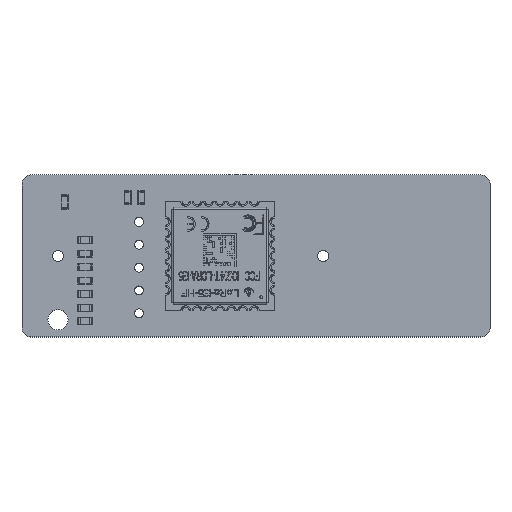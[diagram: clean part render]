
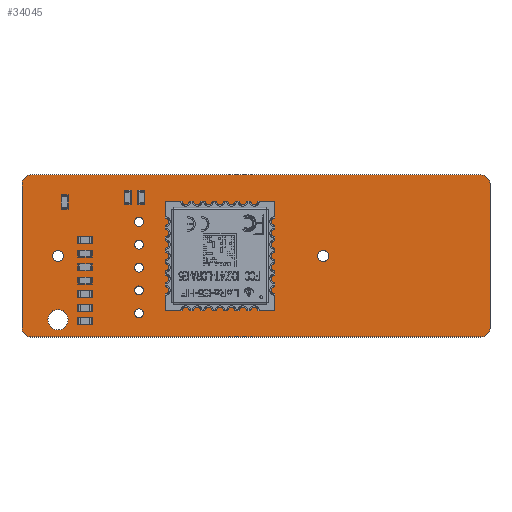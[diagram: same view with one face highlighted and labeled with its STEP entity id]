
A CAD part, top view. The second image highlights one B-rep face of the part: STEP entity #34045.
In plain terms, the highlighted planar face has unit normal (0, 0, 1).
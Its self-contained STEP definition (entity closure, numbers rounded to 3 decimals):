
#33808 = VERTEX_POINT('',#33809);
#33809 = CARTESIAN_POINT('',(51.,18.,1.6));
#33815 = EDGE_CURVE('',#33808,#33816,#33818,.T.);
#33816 = VERTEX_POINT('',#33817);
#33817 = CARTESIAN_POINT('',(52.,17.,1.6));
#33818 = CIRCLE('',#33819,1.);
#33819 = AXIS2_PLACEMENT_3D('',#33820,#33821,#33822);
#33820 = CARTESIAN_POINT('',(51.,17.,1.6));
#33821 = DIRECTION('',(0.,0.,-1.));
#33822 = DIRECTION('',(0.,1.,0.));
#33850 = VERTEX_POINT('',#33851);
#33851 = CARTESIAN_POINT('',(1.,18.,1.6));
#33857 = EDGE_CURVE('',#33850,#33808,#33858,.T.);
#33858 = LINE('',#33859,#33860);
#33859 = CARTESIAN_POINT('',(1.,18.,1.6));
#33860 = VECTOR('',#33861,1.);
#33861 = DIRECTION('',(1.,0.,0.));
#33879 = EDGE_CURVE('',#33816,#33880,#33882,.T.);
#33880 = VERTEX_POINT('',#33881);
#33881 = CARTESIAN_POINT('',(52.,1.,1.6));
#33882 = LINE('',#33883,#33884);
#33883 = CARTESIAN_POINT('',(52.,17.,1.6));
#33884 = VECTOR('',#33885,1.);
#33885 = DIRECTION('',(0.,-1.,0.));
#34045 = ADVANCED_FACE('',(#34046,#34092,#34103,#34114,#34125,#34136,
    #34147,#34158,#34169),#34180,.T.);
#34046 = FACE_BOUND('',#34047,.T.);
#34047 = EDGE_LOOP('',(#34048,#34049,#34050,#34059,#34067,#34076,#34084,
    #34091));
#34048 = ORIENTED_EDGE('',*,*,#33815,.F.);
#34049 = ORIENTED_EDGE('',*,*,#33857,.F.);
#34050 = ORIENTED_EDGE('',*,*,#34051,.F.);
#34051 = EDGE_CURVE('',#34052,#33850,#34054,.T.);
#34052 = VERTEX_POINT('',#34053);
#34053 = CARTESIAN_POINT('',(0.,17.,1.6));
#34054 = CIRCLE('',#34055,1.);
#34055 = AXIS2_PLACEMENT_3D('',#34056,#34057,#34058);
#34056 = CARTESIAN_POINT('',(1.,17.,1.6));
#34057 = DIRECTION('',(0.,0.,-1.));
#34058 = DIRECTION('',(-1.,0.,-0.));
#34059 = ORIENTED_EDGE('',*,*,#34060,.F.);
#34060 = EDGE_CURVE('',#34061,#34052,#34063,.T.);
#34061 = VERTEX_POINT('',#34062);
#34062 = CARTESIAN_POINT('',(0.,1.,1.6));
#34063 = LINE('',#34064,#34065);
#34064 = CARTESIAN_POINT('',(0.,1.,1.6));
#34065 = VECTOR('',#34066,1.);
#34066 = DIRECTION('',(0.,1.,0.));
#34067 = ORIENTED_EDGE('',*,*,#34068,.F.);
#34068 = EDGE_CURVE('',#34069,#34061,#34071,.T.);
#34069 = VERTEX_POINT('',#34070);
#34070 = CARTESIAN_POINT('',(1.,0.,1.6));
#34071 = CIRCLE('',#34072,1.);
#34072 = AXIS2_PLACEMENT_3D('',#34073,#34074,#34075);
#34073 = CARTESIAN_POINT('',(1.,1.,1.6));
#34074 = DIRECTION('',(0.,0.,-1.));
#34075 = DIRECTION('',(0.,-1.,0.));
#34076 = ORIENTED_EDGE('',*,*,#34077,.F.);
#34077 = EDGE_CURVE('',#34078,#34069,#34080,.T.);
#34078 = VERTEX_POINT('',#34079);
#34079 = CARTESIAN_POINT('',(51.,0.,1.6));
#34080 = LINE('',#34081,#34082);
#34081 = CARTESIAN_POINT('',(51.,0.,1.6));
#34082 = VECTOR('',#34083,1.);
#34083 = DIRECTION('',(-1.,0.,0.));
#34084 = ORIENTED_EDGE('',*,*,#34085,.F.);
#34085 = EDGE_CURVE('',#33880,#34078,#34086,.T.);
#34086 = CIRCLE('',#34087,1.);
#34087 = AXIS2_PLACEMENT_3D('',#34088,#34089,#34090);
#34088 = CARTESIAN_POINT('',(51.,1.,1.6));
#34089 = DIRECTION('',(0.,0.,-1.));
#34090 = DIRECTION('',(1.,0.,0.));
#34091 = ORIENTED_EDGE('',*,*,#33879,.F.);
#34092 = FACE_BOUND('',#34093,.T.);
#34093 = EDGE_LOOP('',(#34094));
#34094 = ORIENTED_EDGE('',*,*,#34095,.T.);
#34095 = EDGE_CURVE('',#34096,#34096,#34098,.T.);
#34096 = VERTEX_POINT('',#34097);
#34097 = CARTESIAN_POINT('',(4.,0.788,1.6));
#34098 = CIRCLE('',#34099,1.125);
#34099 = AXIS2_PLACEMENT_3D('',#34100,#34101,#34102);
#34100 = CARTESIAN_POINT('',(4.,1.913,1.6));
#34101 = DIRECTION('',(-0.,0.,-1.));
#34102 = DIRECTION('',(-0.,-1.,0.));
#34103 = FACE_BOUND('',#34104,.T.);
#34104 = EDGE_LOOP('',(#34105));
#34105 = ORIENTED_EDGE('',*,*,#34106,.T.);
#34106 = EDGE_CURVE('',#34107,#34107,#34109,.T.);
#34107 = VERTEX_POINT('',#34108);
#34108 = CARTESIAN_POINT('',(13.,2.13,1.6));
#34109 = CIRCLE('',#34110,0.5);
#34110 = AXIS2_PLACEMENT_3D('',#34111,#34112,#34113);
#34111 = CARTESIAN_POINT('',(13.,2.63,1.6));
#34112 = DIRECTION('',(-0.,0.,-1.));
#34113 = DIRECTION('',(-0.,-1.,0.));
#34114 = FACE_BOUND('',#34115,.T.);
#34115 = EDGE_LOOP('',(#34116));
#34116 = ORIENTED_EDGE('',*,*,#34117,.T.);
#34117 = EDGE_CURVE('',#34118,#34118,#34120,.T.);
#34118 = VERTEX_POINT('',#34119);
#34119 = CARTESIAN_POINT('',(13.,4.67,1.6));
#34120 = CIRCLE('',#34121,0.5);
#34121 = AXIS2_PLACEMENT_3D('',#34122,#34123,#34124);
#34122 = CARTESIAN_POINT('',(13.,5.17,1.6));
#34123 = DIRECTION('',(-0.,0.,-1.));
#34124 = DIRECTION('',(-0.,-1.,0.));
#34125 = FACE_BOUND('',#34126,.T.);
#34126 = EDGE_LOOP('',(#34127));
#34127 = ORIENTED_EDGE('',*,*,#34128,.T.);
#34128 = EDGE_CURVE('',#34129,#34129,#34131,.T.);
#34129 = VERTEX_POINT('',#34130);
#34130 = CARTESIAN_POINT('',(4.,8.375,1.6));
#34131 = CIRCLE('',#34132,0.625);
#34132 = AXIS2_PLACEMENT_3D('',#34133,#34134,#34135);
#34133 = CARTESIAN_POINT('',(4.,9.,1.6));
#34134 = DIRECTION('',(-0.,0.,-1.));
#34135 = DIRECTION('',(-0.,-1.,0.));
#34136 = FACE_BOUND('',#34137,.T.);
#34137 = EDGE_LOOP('',(#34138));
#34138 = ORIENTED_EDGE('',*,*,#34139,.T.);
#34139 = EDGE_CURVE('',#34140,#34140,#34142,.T.);
#34140 = VERTEX_POINT('',#34141);
#34141 = CARTESIAN_POINT('',(13.,7.21,1.6));
#34142 = CIRCLE('',#34143,0.5);
#34143 = AXIS2_PLACEMENT_3D('',#34144,#34145,#34146);
#34144 = CARTESIAN_POINT('',(13.,7.71,1.6));
#34145 = DIRECTION('',(-0.,0.,-1.));
#34146 = DIRECTION('',(-0.,-1.,0.));
#34147 = FACE_BOUND('',#34148,.T.);
#34148 = EDGE_LOOP('',(#34149));
#34149 = ORIENTED_EDGE('',*,*,#34150,.T.);
#34150 = EDGE_CURVE('',#34151,#34151,#34153,.T.);
#34151 = VERTEX_POINT('',#34152);
#34152 = CARTESIAN_POINT('',(13.,9.75,1.6));
#34153 = CIRCLE('',#34154,0.5);
#34154 = AXIS2_PLACEMENT_3D('',#34155,#34156,#34157);
#34155 = CARTESIAN_POINT('',(13.,10.25,1.6));
#34156 = DIRECTION('',(-0.,0.,-1.));
#34157 = DIRECTION('',(-0.,-1.,0.));
#34158 = FACE_BOUND('',#34159,.T.);
#34159 = EDGE_LOOP('',(#34160));
#34160 = ORIENTED_EDGE('',*,*,#34161,.T.);
#34161 = EDGE_CURVE('',#34162,#34162,#34164,.T.);
#34162 = VERTEX_POINT('',#34163);
#34163 = CARTESIAN_POINT('',(13.,12.29,1.6));
#34164 = CIRCLE('',#34165,0.5);
#34165 = AXIS2_PLACEMENT_3D('',#34166,#34167,#34168);
#34166 = CARTESIAN_POINT('',(13.,12.79,1.6));
#34167 = DIRECTION('',(-0.,0.,-1.));
#34168 = DIRECTION('',(-0.,-1.,0.));
#34169 = FACE_BOUND('',#34170,.T.);
#34170 = EDGE_LOOP('',(#34171));
#34171 = ORIENTED_EDGE('',*,*,#34172,.T.);
#34172 = EDGE_CURVE('',#34173,#34173,#34175,.T.);
#34173 = VERTEX_POINT('',#34174);
#34174 = CARTESIAN_POINT('',(33.464,8.375,1.6));
#34175 = CIRCLE('',#34176,0.625);
#34176 = AXIS2_PLACEMENT_3D('',#34177,#34178,#34179);
#34177 = CARTESIAN_POINT('',(33.464,9.,1.6));
#34178 = DIRECTION('',(-0.,0.,-1.));
#34179 = DIRECTION('',(-0.,-1.,0.));
#34180 = PLANE('',#34181);
#34181 = AXIS2_PLACEMENT_3D('',#34182,#34183,#34184);
#34182 = CARTESIAN_POINT('',(0.,0.,1.6));
#34183 = DIRECTION('',(0.,0.,1.));
#34184 = DIRECTION('',(1.,0.,-0.));
